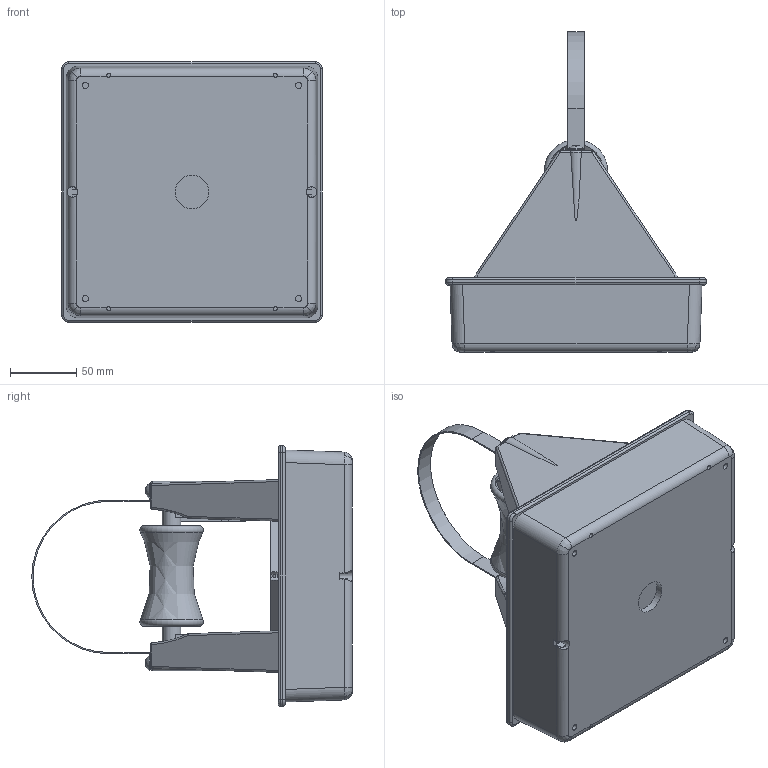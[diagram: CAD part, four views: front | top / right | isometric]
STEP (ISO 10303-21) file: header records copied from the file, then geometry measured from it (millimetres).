
FILE_DESCRIPTION((''),'2;1');
FILE_NAME('3-R-4 with Pipestrap and Spacer.stp','2012-11-21T08:35:41',('rdavis'),(''),'Autodesk Inventor 2013','Autodesk Inventor 2013','');
FILE_SCHEMA(('AUTOMOTIVE_DESIGN { 1 0 10303 214 1 1 1 1 }'));
Length unit declared in the file: inch
Products named in the file (12): 3-R-4 with Pipestrap and Spacer; 3-R-4 with Spacer; 3-R-4; 3R No Logo; 3-R roller assy; 3 inch Roller_3_ Roller; Rod for 3R Pipestand; 3-R Bracket; 3-R Spacer; Spacers_3R Spacer; Pipe Straps_3 ; Cross Recessed Truss Head Tapping Screw - Type AB - Type II No. 10 - 16 - 5/8
Assembly tree (17 placements, depth 5):
  3-R-4 with Pipestrap and Spacer
    3-R-4 with Spacer
      3-R-4
        3R No Logo
        3-R roller assy
          3 inch Roller_3_ Roller
          Rod for 3R Pipestand
        3-R Bracket  x2
      3-R Bracket  x2
      3-R Spacer
        Spacers_3R Spacer
    Pipe Straps_3 
    Cross Recessed Truss Head Tapping Screw - Type AB - Type II No. 10 - 16 - 5/8  x2
    3-R Bracket  x2
Bounding box: 196.85 x 242.24 x 196.85 mm (x, y, z)
Volume: 741835.7 mm3; surface area: 431940.8 mm2
Topology: 13 solids, 13 shells, 2237 faces, 5888 edges, 3831 vertices
Faces by surface type: plane 1394, bspline 423, cylinder 256, torus 69, sphere 52, cone 43
Full cylindrical faces by diameter (mm): 3.048 x8, 3.81 x2, 4.572 x4, 4.763 x2, 4.826 x2, 5.08 x1, 6.096 x2, 6.35 x3, 11.379 x2, 13.97 x1, 16.922 x1, 19.939 x2, 25.083 x1, 25.146 x1, 41.224 x2
Entity records: 81594 total; most frequent: CARTESIAN_POINT 35376, ORIENTED_EDGE 9880, DIRECTION 7640, EDGE_CURVE 4940, VECTOR 3292, LINE 3292, VERTEX_POINT 3235, AXIS2_PLACEMENT_3D 2174
